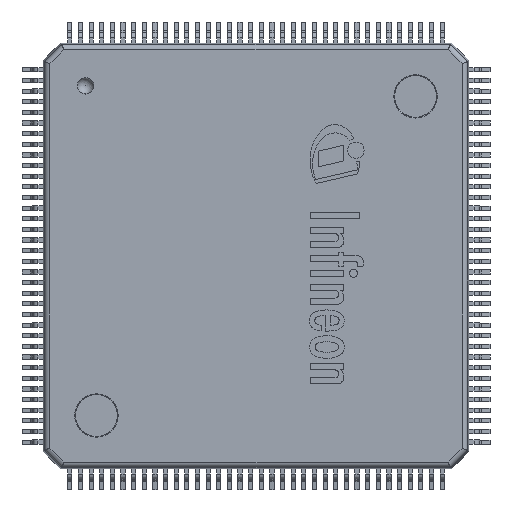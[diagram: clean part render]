
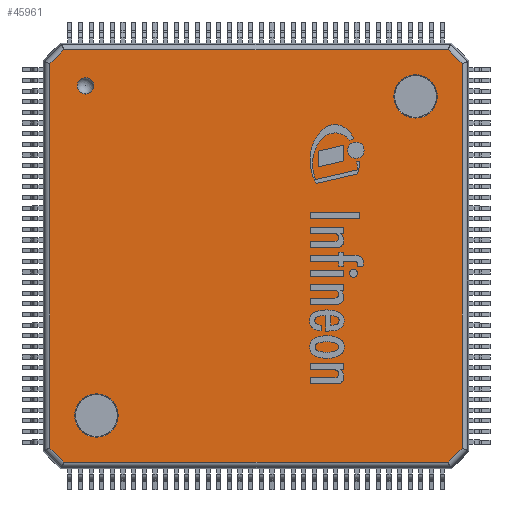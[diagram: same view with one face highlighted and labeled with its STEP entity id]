
A CAD part, top view. The second image highlights one B-rep face of the part: STEP entity #45961.
In plain terms, the highlighted planar face has unit normal (0, 0, 1).
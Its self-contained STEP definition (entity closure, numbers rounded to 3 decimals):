
#371=FACE_BOUND('',#16218,.T.);
#372=FACE_BOUND('',#16219,.T.);
#373=FACE_BOUND('',#16220,.T.);
#393=PLANE('',#48813);
#2250=LINE('',#67188,#7466);
#2251=LINE('',#67194,#7467);
#2253=LINE('',#67200,#7469);
#2255=LINE('',#67210,#7471);
#2257=LINE('',#67216,#7473);
#2260=LINE('',#67228,#7476);
#2262=LINE('',#67236,#7478);
#2264=LINE('',#67242,#7480);
#7466=VECTOR('',#53188,1.);
#7467=VECTOR('',#53195,1.);
#7469=VECTOR('',#53201,1.);
#7471=VECTOR('',#53211,1.);
#7473=VECTOR('',#53217,1.);
#7476=VECTOR('',#53228,1.);
#7478=VECTOR('',#53236,1.);
#7480=VECTOR('',#53244,1.);
#13545=FACE_OUTER_BOUND('',#16217,.T.);
#16217=EDGE_LOOP('',(#32138,#32139,#32140,#32141,#32142,#32143,#32144,#32145));
#16218=EDGE_LOOP('',(#32146));
#16219=EDGE_LOOP('',(#32147));
#16220=EDGE_LOOP('',(#32148));
#18894=CIRCLE('',#48783,0.387);
#18896=CIRCLE('',#48814,1.02);
#18897=CIRCLE('',#48815,1.02);
#20541=VERTEX_POINT('',#67175);
#20546=VERTEX_POINT('',#67185);
#20547=VERTEX_POINT('',#67187);
#20549=VERTEX_POINT('',#67193);
#20551=VERTEX_POINT('',#67199);
#20555=VERTEX_POINT('',#67209);
#20557=VERTEX_POINT('',#67215);
#20562=VERTEX_POINT('',#67227);
#20565=VERTEX_POINT('',#67235);
#20572=VERTEX_POINT('',#67262);
#20573=VERTEX_POINT('',#67264);
#25140=EDGE_CURVE('',#20541,#20541,#18894,.T.);
#25145=EDGE_CURVE('',#20546,#20547,#2250,.T.);
#25148=EDGE_CURVE('',#20547,#20549,#2251,.T.);
#25151=EDGE_CURVE('',#20549,#20551,#2253,.T.);
#25156=EDGE_CURVE('',#20551,#20555,#2255,.T.);
#25159=EDGE_CURVE('',#20555,#20557,#2257,.T.);
#25165=EDGE_CURVE('',#20557,#20562,#2260,.T.);
#25169=EDGE_CURVE('',#20562,#20565,#2262,.T.);
#25173=EDGE_CURVE('',#20565,#20546,#2264,.T.);
#25183=EDGE_CURVE('',#20572,#20572,#18896,.T.);
#25184=EDGE_CURVE('',#20573,#20573,#18897,.T.);
#32138=ORIENTED_EDGE('',*,*,#25145,.F.);
#32139=ORIENTED_EDGE('',*,*,#25173,.F.);
#32140=ORIENTED_EDGE('',*,*,#25169,.F.);
#32141=ORIENTED_EDGE('',*,*,#25165,.F.);
#32142=ORIENTED_EDGE('',*,*,#25159,.F.);
#32143=ORIENTED_EDGE('',*,*,#25156,.F.);
#32144=ORIENTED_EDGE('',*,*,#25151,.F.);
#32145=ORIENTED_EDGE('',*,*,#25148,.F.);
#32146=ORIENTED_EDGE('',*,*,#25140,.T.);
#32147=ORIENTED_EDGE('',*,*,#25183,.F.);
#32148=ORIENTED_EDGE('',*,*,#25184,.F.);
#45961=ADVANCED_FACE('',(#13545,#371,#372,#373),#393,.T.);
#48783=AXIS2_PLACEMENT_3D('',#67176,#53177,#53178);
#48813=AXIS2_PLACEMENT_3D('',#67261,#53262,#53263);
#48814=AXIS2_PLACEMENT_3D('',#67263,#53264,#53265);
#48815=AXIS2_PLACEMENT_3D('',#67265,#53266,#53267);
#53177=DIRECTION('center_axis',(0.,0.,
-1.));
#53178=DIRECTION('ref_axis',(1.,0.,0.));
#53188=DIRECTION('',(0.,-1.,0.));
#53195=DIRECTION('',(-0.707,-0.707,0.));
#53201=DIRECTION('',(-1.,0.,0.));
#53211=DIRECTION('',(-0.707,0.707,0.));
#53217=DIRECTION('',(0.,1.,0.));
#53228=DIRECTION('',(0.707,0.707,0.));
#53236=DIRECTION('',(1.,0.,0.));
#53244=DIRECTION('',(0.707,-0.707,0.));
#53262=DIRECTION('center_axis',(0.,0.,
1.));
#53263=DIRECTION('ref_axis',(0.,-1.,0.));
#53264=DIRECTION('center_axis',(0.,0.,
1.));
#53265=DIRECTION('ref_axis',(0.,-1.,0.));
#53266=DIRECTION('center_axis',(0.,0.,
1.));
#53267=DIRECTION('ref_axis',(0.,-1.,0.));
#67175=CARTESIAN_POINT('',(-8.007,8.387,1.6));
#67176=CARTESIAN_POINT('Origin',(-8.007,8.,1.6));
#67185=CARTESIAN_POINT('',(9.69,9.034,1.6));
#67187=CARTESIAN_POINT('',(9.69,-9.034,1.6));
#67188=CARTESIAN_POINT('',(9.69,10.,1.6));
#67193=CARTESIAN_POINT('',(9.034,-9.69,1.6));
#67194=CARTESIAN_POINT('',(9.385,-9.339,1.6));
#67199=CARTESIAN_POINT('',(-9.034,-9.69,1.6));
#67200=CARTESIAN_POINT('',(0.096,-9.69,1.6));
#67209=CARTESIAN_POINT('',(-9.69,-9.034,1.6));
#67210=CARTESIAN_POINT('',(-14.339,-4.385,1.6));
#67215=CARTESIAN_POINT('',(-9.69,9.034,1.6));
#67216=CARTESIAN_POINT('',(-9.69,10.,1.6));
#67227=CARTESIAN_POINT('',(-9.034,9.69,1.6));
#67228=CARTESIAN_POINT('',(-9.339,9.385,1.6));
#67235=CARTESIAN_POINT('',(9.034,9.69,1.6));
#67236=CARTESIAN_POINT('',(0.096,9.69,1.6));
#67242=CARTESIAN_POINT('',(4.385,14.339,1.6));
#67261=CARTESIAN_POINT('Origin',(-9.907,10.,1.6));
#67262=CARTESIAN_POINT('',(7.5,6.48,1.6));
#67263=CARTESIAN_POINT('Origin',(7.5,7.5,1.6));
#67264=CARTESIAN_POINT('',(-7.5,-8.52,1.6));
#67265=CARTESIAN_POINT('Origin',(-7.5,-7.5,1.6));
